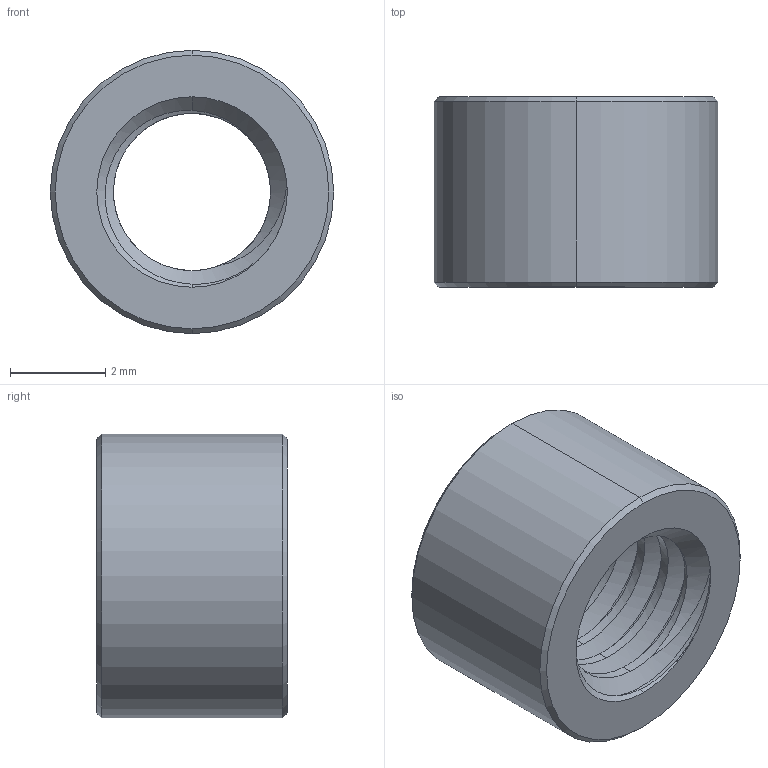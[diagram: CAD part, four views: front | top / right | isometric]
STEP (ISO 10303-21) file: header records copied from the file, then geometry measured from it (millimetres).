
FILE_DESCRIPTION (( 'STEP AP203' ), '1' );
FILE_NAME ('1501-0006-0004.STEP', '2017-04-06T18:57:15', ( '' ), ( '' ), 'SwSTEP 2.0', 'SolidWorks 2016', '' );
FILE_SCHEMA (( 'CONFIG_CONTROL_DESIGN' ));
Length unit declared in the file: millimetre
Products named in the file (1): 1501-0006-0004
Bounding box: 5.95 x 4 x 5.95 mm (x, y, z)
Volume: 69.7 mm3; surface area: 174.8 mm2
Topology: 1 solids, 1 shells, 40 faces, 105 edges, 67 vertices
Faces by surface type: cylinder 26, cone 10, plane 2, bspline 2
Entity records: 3751 total; most frequent: CARTESIAN_POINT 2829, ORIENTED_EDGE 210, DIRECTION 148, EDGE_CURVE 105, VERTEX_POINT 67, AXIS2_PLACEMENT_3D 58, EDGE_LOOP 42, FACE_OUTER_BOUND 40
